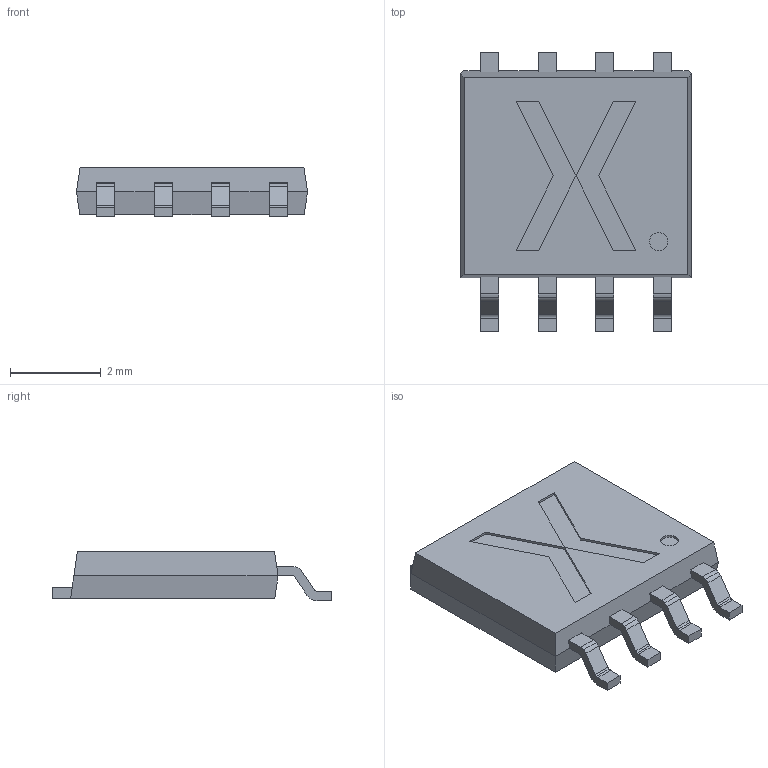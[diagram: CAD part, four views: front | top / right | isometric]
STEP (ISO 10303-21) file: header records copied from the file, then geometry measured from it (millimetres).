
FILE_DESCRIPTION(('FreeCAD Model'),'2;1');
FILE_NAME('SOT1205.step', '2021-02-18T17:19:13',('Author'),(''), 'Open CASCADE STEP processor 7.3','FreeCAD','Unknown');
FILE_SCHEMA(('AUTOMOTIVE_DESIGN { 1 0 10303 214 1 1 1 1 }'));
Length unit declared in the file: millimetre
Products named in the file (18): SOT1205; D1_Diepad; D2_Diepad; ClipL_G1; Solder_1; ClipL_G2; ClipL_G3; ClipL_G2_Separate1; ClipSolde_75pc; NonAA_2; Solder_1_6; ClipSolde_75pc_1; NonAA_2_1; 1; 2; 3; 4; 5
Assembly tree (17 placements, depth 2):
  SOT1205
    D1_Diepad
    D2_Diepad
    ClipL_G1
    Solder_1
    ClipL_G2
    ClipL_G3
    ClipL_G2_Separate1
    ClipSolde_75pc
    NonAA_2
    Solder_1_6
    ClipSolde_75pc_1
    NonAA_2_1
    1
    2
    3
    4
    5
Bounding box: 5.1 x 6.16 x 1.1 mm (x, y, z)
Volume: 24.1 mm3; surface area: 192.9 mm2
Topology: 17 solids, 19 shells, 546 faces, 1473 edges, 982 vertices
Faces by surface type: plane 432, cylinder 114
Entity records: 40610 total; most frequent: CARTESIAN_POINT 6608, DIRECTION 5668, LINE 3963, VECTOR 3963, ORIENTED_EDGE 2946, PCURVE 2946, DEFINITIONAL_REPRESENTATION 2946, EDGE_CURVE 1473
